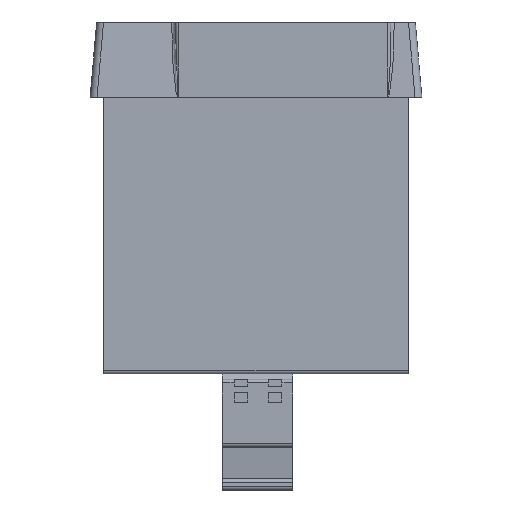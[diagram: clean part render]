
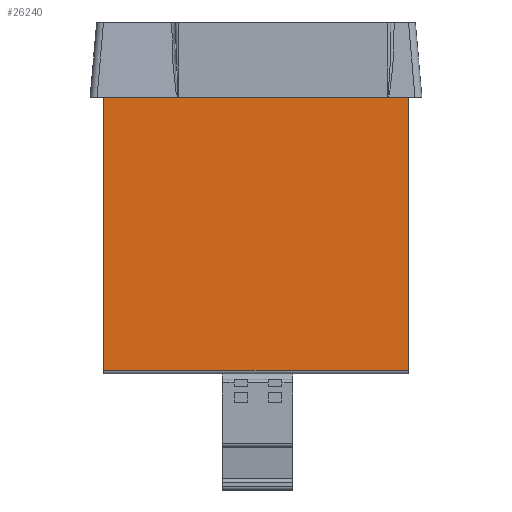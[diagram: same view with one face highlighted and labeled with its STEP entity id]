
A CAD part, front view. The second image highlights one B-rep face of the part: STEP entity #26240.
In plain terms, the highlighted planar face has unit normal (0, -1, 0).
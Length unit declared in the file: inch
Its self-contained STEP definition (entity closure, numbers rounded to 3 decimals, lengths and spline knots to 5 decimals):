
#42 = EDGE_LOOP ( 'NONE', ( #22118, #19325, #1492, #30228 ) ) ;
#1492 = ORIENTED_EDGE ( 'NONE', *, *, #14825, .T. ) ;
#2982 = CARTESIAN_POINT ( 'NONE',  ( -0.12172, 0.51231, 2.18115 ) ) ;
#3008 = DIRECTION ( 'NONE',  ( 0., 0., 1. ) ) ;
#3989 = DIRECTION ( 'NONE',  ( -1., 0., 0. ) ) ;
#4985 = CARTESIAN_POINT ( 'NONE',  ( 1.61056, 0.51231, 0.62603 ) ) ;
#8924 = DIRECTION ( 'NONE',  ( 1., 0., 0. ) ) ;
#8988 = CARTESIAN_POINT ( 'NONE',  ( 1.61056, 0.51231, 2.18115 ) ) ;
#9133 = VERTEX_POINT ( 'NONE', #4985 ) ;
#10933 = VERTEX_POINT ( 'NONE', #8988 ) ;
#12780 = VERTEX_POINT ( 'NONE', #2982 ) ;
#13076 = DIRECTION ( 'NONE',  ( 0., 0., 1. ) ) ;
#13610 = EDGE_CURVE ( 'NONE', #16423, #12780, #24557, .T. ) ;
#13813 = LINE ( 'NONE', #14669, #26225 ) ;
#14669 = CARTESIAN_POINT ( 'NONE',  ( 1.61056, 0.51231, 0.60634 ) ) ;
#14729 = PLANE ( 'NONE',  #23210 ) ;
#14825 = EDGE_CURVE ( 'NONE', #9133, #10933, #13813, .T. ) ;
#15142 = DIRECTION ( 'NONE',  ( 0., 0., 1. ) ) ;
#15850 = LINE ( 'NONE', #23048, #30873 ) ;
#16423 = VERTEX_POINT ( 'NONE', #19494 ) ;
#19325 = ORIENTED_EDGE ( 'NONE', *, *, #24821, .T. ) ;
#19494 = CARTESIAN_POINT ( 'NONE',  ( -0.12172, 0.51231, 0.62603 ) ) ;
#19778 = CARTESIAN_POINT ( 'NONE',  ( -0.12172, 0.51231, 0.60634 ) ) ;
#21200 = CARTESIAN_POINT ( 'NONE',  ( 1.61056, 0.51231, 0.62603 ) ) ;
#21423 = EDGE_CURVE ( 'NONE', #10933, #12780, #15850, .T. ) ;
#22118 = ORIENTED_EDGE ( 'NONE', *, *, #13610, .F. ) ;
#23048 = CARTESIAN_POINT ( 'NONE',  ( 1.61056, 0.51231, 2.18115 ) ) ;
#23210 = AXIS2_PLACEMENT_3D ( 'NONE', #29293, #28873, #3008 ) ;
#23568 = VECTOR ( 'NONE', #8924, 39.37008 ) ;
#24557 = LINE ( 'NONE', #19778, #30566 ) ;
#24821 = EDGE_CURVE ( 'NONE', #16423, #9133, #30303, .T. ) ;
#26225 = VECTOR ( 'NONE', #13076, 39.37008 ) ;
#26240 = ADVANCED_FACE ( 'NONE', ( #30140 ), #14729, .F. ) ;
#28873 = DIRECTION ( 'NONE',  ( 0., 1., 0. ) ) ;
#29293 = CARTESIAN_POINT ( 'NONE',  ( 1.61056, 0.51231, 0.60634 ) ) ;
#30140 = FACE_OUTER_BOUND ( 'NONE', #42, .T. ) ;
#30228 = ORIENTED_EDGE ( 'NONE', *, *, #21423, .T. ) ;
#30303 = LINE ( 'NONE', #21200, #23568 ) ;
#30566 = VECTOR ( 'NONE', #15142, 39.37008 ) ;
#30873 = VECTOR ( 'NONE', #3989, 39.37008 ) ;
